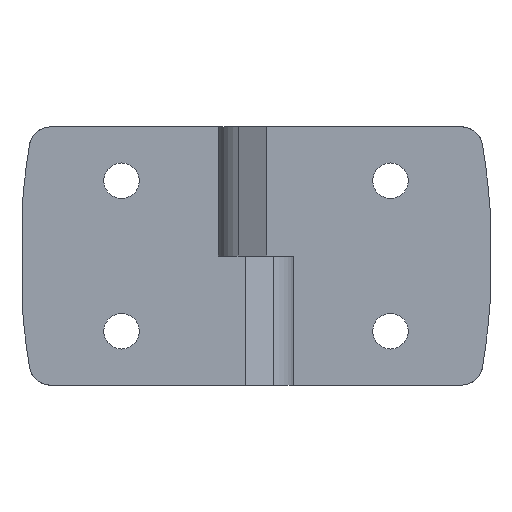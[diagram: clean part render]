
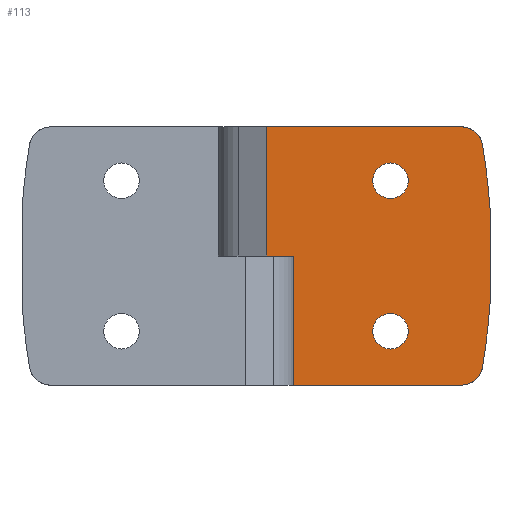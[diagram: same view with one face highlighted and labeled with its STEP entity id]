
A CAD part, front view. The second image highlights one B-rep face of the part: STEP entity #113.
In plain terms, the highlighted planar face has unit normal (0, -1, 0).
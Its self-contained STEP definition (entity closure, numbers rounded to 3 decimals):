
#113 = ADVANCED_FACE( '', ( #234, #235, #236 ), #237, .F. );
#234 = FACE_BOUND( '', #391, .T. );
#235 = FACE_BOUND( '', #392, .T. );
#236 = FACE_OUTER_BOUND( '', #393, .T. );
#237 = PLANE( '', #394 );
#391 = EDGE_LOOP( '', ( #554 ) );
#392 = EDGE_LOOP( '', ( #555 ) );
#393 = EDGE_LOOP( '', ( #556, #557, #558, #559, #560, #561, #562, #563, #564, #565 ) );
#394 = AXIS2_PLACEMENT_3D( '', #566, #567, #568 );
#554 = ORIENTED_EDGE( '', *, *, #889, .T. );
#555 = ORIENTED_EDGE( '', *, *, #890, .T. );
#556 = ORIENTED_EDGE( '', *, *, #891, .F. );
#557 = ORIENTED_EDGE( '', *, *, #881, .T. );
#558 = ORIENTED_EDGE( '', *, *, #892, .F. );
#559 = ORIENTED_EDGE( '', *, *, #893, .F. );
#560 = ORIENTED_EDGE( '', *, *, #894, .F. );
#561 = ORIENTED_EDGE( '', *, *, #895, .F. );
#562 = ORIENTED_EDGE( '', *, *, #896, .F. );
#563 = ORIENTED_EDGE( '', *, *, #897, .F. );
#564 = ORIENTED_EDGE( '', *, *, #898, .T. );
#565 = ORIENTED_EDGE( '', *, *, #899, .F. );
#566 = CARTESIAN_POINT( '', ( 43.5, -9., -24. ) );
#567 = DIRECTION( '', ( 0., 1., 0. ) );
#568 = DIRECTION( '', ( 0., 0., 1. ) );
#881 = EDGE_CURVE( '', #1018, #1019, #1020, .T. );
#889 = EDGE_CURVE( '', #1033, #1033, #1034, .T. );
#890 = EDGE_CURVE( '', #1035, #1035, #1036, .T. );
#891 = EDGE_CURVE( '', #1018, #1037, #1038, .T. );
#892 = EDGE_CURVE( '', #1039, #1019, #1040, .T. );
#893 = EDGE_CURVE( '', #1041, #1039, #1042, .T. );
#894 = EDGE_CURVE( '', #1043, #1041, #1044, .T. );
#895 = EDGE_CURVE( '', #1045, #1043, #1046, .T. );
#896 = EDGE_CURVE( '', #1047, #1045, #1048, .T. );
#897 = EDGE_CURVE( '', #1049, #1047, #1050, .T. );
#898 = EDGE_CURVE( '', #1049, #1051, #1052, .T. );
#899 = EDGE_CURVE( '', #1037, #1051, #1053, .T. );
#1018 = VERTEX_POINT( '', #1220 );
#1019 = VERTEX_POINT( '', #1221 );
#1020 = LINE( '', #1222, #1223 );
#1033 = VERTEX_POINT( '', #1239 );
#1034 = CIRCLE( '', #1240, 3.3 );
#1035 = VERTEX_POINT( '', #1241 );
#1036 = CIRCLE( '', #1242, 3.3 );
#1037 = VERTEX_POINT( '', #1243 );
#1038 = CIRCLE( '', #1244, 4. );
#1039 = VERTEX_POINT( '', #1245 );
#1040 = LINE( '', #1246, #1247 );
#1041 = VERTEX_POINT( '', #1248 );
#1042 = LINE( '', #1249, #1250 );
#1043 = VERTEX_POINT( '', #1251 );
#1044 = LINE( '', #1252, #1253 );
#1045 = VERTEX_POINT( '', #1254 );
#1046 = LINE( '', #1255, #1256 );
#1047 = VERTEX_POINT( '', #1257 );
#1048 = CIRCLE( '', #1258, 4. );
#1049 = VERTEX_POINT( '', #1259 );
#1050 = CIRCLE( '', #1260, 125.64 );
#1051 = VERTEX_POINT( '', #1261 );
#1052 = LINE( '', #1262, #1263 );
#1053 = CIRCLE( '', #1264, 125.64 );
#1220 = CARTESIAN_POINT( '', ( 38.158, -9., 24. ) );
#1221 = CARTESIAN_POINT( '', ( 2., -9., 24. ) );
#1222 = CARTESIAN_POINT( '', ( 43.5, -9., 24. ) );
#1223 = VECTOR( '', #1864, 1000. );
#1239 = CARTESIAN_POINT( '', ( 25., -9., -10.7 ) );
#1240 = AXIS2_PLACEMENT_3D( '', #1877, #1878, #1879 );
#1241 = CARTESIAN_POINT( '', ( 25., -9., 17.3 ) );
#1242 = AXIS2_PLACEMENT_3D( '', #1880, #1881, #1882 );
#1243 = CARTESIAN_POINT( '', ( 42.104, -9., 20.658 ) );
#1244 = AXIS2_PLACEMENT_3D( '', #1883, #1884, #1885 );
#1245 = CARTESIAN_POINT( '', ( 2., -9., 0. ) );
#1246 = CARTESIAN_POINT( '', ( 2., -9., -24. ) );
#1247 = VECTOR( '', #1886, 1000. );
#1248 = CARTESIAN_POINT( '', ( 7., -9., 0. ) );
#1249 = CARTESIAN_POINT( '', ( 7., -9., 0. ) );
#1250 = VECTOR( '', #1887, 1000. );
#1251 = CARTESIAN_POINT( '', ( 7., -9., -24. ) );
#1252 = CARTESIAN_POINT( '', ( 7., -9., -24. ) );
#1253 = VECTOR( '', #1888, 1000. );
#1254 = CARTESIAN_POINT( '', ( 38.158, -9., -24. ) );
#1255 = CARTESIAN_POINT( '', ( 43.5, -9., -24. ) );
#1256 = VECTOR( '', #1889, 1000. );
#1257 = CARTESIAN_POINT( '', ( 42.104, -9., -20.658 ) );
#1258 = AXIS2_PLACEMENT_3D( '', #1890, #1891, #1892 );
#1259 = CARTESIAN_POINT( '', ( 43.5, -9., -8.871 ) );
#1260 = AXIS2_PLACEMENT_3D( '', #1893, #1894, #1895 );
#1261 = CARTESIAN_POINT( '', ( 43.5, -9., 8.871 ) );
#1262 = CARTESIAN_POINT( '', ( 43.5, -9., -24. ) );
#1263 = VECTOR( '', #1896, 1000. );
#1264 = AXIS2_PLACEMENT_3D( '', #1897, #1898, #1899 );
#1864 = DIRECTION( '', ( -1., 0., 0. ) );
#1877 = CARTESIAN_POINT( '', ( 25., -9., -14. ) );
#1878 = DIRECTION( '', ( 0., 1., 0. ) );
#1879 = DIRECTION( '', ( 0., 0., 1. ) );
#1880 = CARTESIAN_POINT( '', ( 25., -9., 14. ) );
#1881 = DIRECTION( '', ( 0., 1., 0. ) );
#1882 = DIRECTION( '', ( 0., 0., 1. ) );
#1883 = CARTESIAN_POINT( '', ( 38.158, -9., 20. ) );
#1884 = DIRECTION( '', ( 0., 1., 0. ) );
#1885 = DIRECTION( '', ( 1., 0., 0. ) );
#1886 = DIRECTION( '', ( 0., 0., 1. ) );
#1887 = DIRECTION( '', ( -1., 0., 0. ) );
#1888 = DIRECTION( '', ( 0., 0., 1. ) );
#1889 = DIRECTION( '', ( -1., 0., 0. ) );
#1890 = CARTESIAN_POINT( '', ( 38.158, -9., -20. ) );
#1891 = DIRECTION( '', ( 0., 1., 0. ) );
#1892 = DIRECTION( '', ( 1., 0., 0. ) );
#1893 = CARTESIAN_POINT( '', ( -81.827, -9., 0. ) );
#1894 = DIRECTION( '', ( 0., 1., 0. ) );
#1895 = DIRECTION( '', ( 1., 0., 0. ) );
#1896 = DIRECTION( '', ( 0., 0., 1. ) );
#1897 = CARTESIAN_POINT( '', ( -81.827, -9., 0. ) );
#1898 = DIRECTION( '', ( 0., 1., 0. ) );
#1899 = DIRECTION( '', ( 1., 0., 0. ) );
